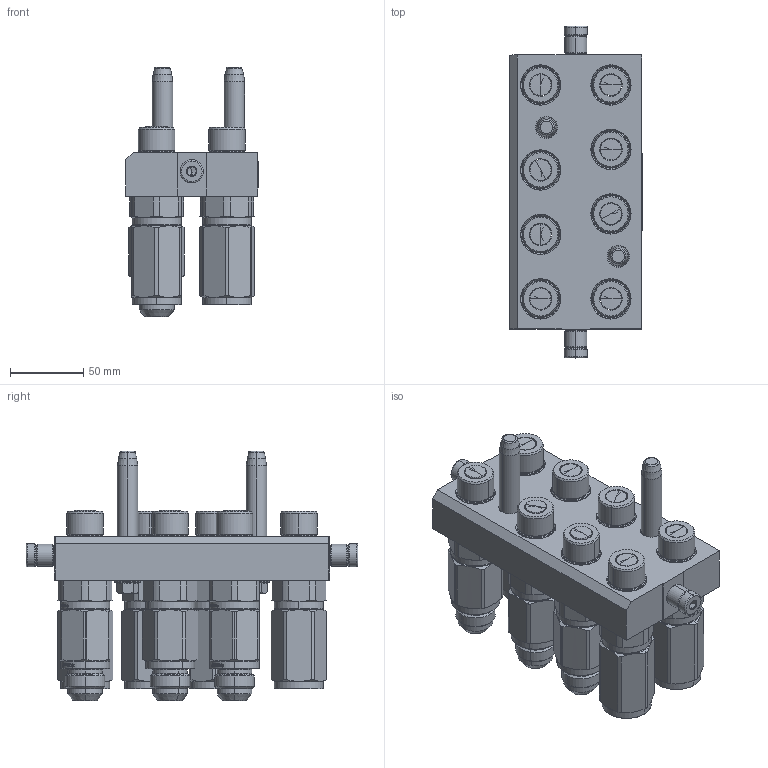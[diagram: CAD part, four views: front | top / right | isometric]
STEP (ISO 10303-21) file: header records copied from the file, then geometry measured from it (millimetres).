
FILE_DESCRIPTION (( 'STEP AP214' ), '1' );
FILE_NAME ('FASTER.step', '2021-05-12T07:46:40', ( '' ), ( '' ), 'SwSTEP 2.0', 'SolidWorks 2017', '' );
FILE_SCHEMA (( 'AUTOMOTIVE_DESIGN' ));
Length unit declared in the file: millimetre
Products named in the file (12): 3ffnp12_gas_m; 4830_013_3000_030; 1540_080_0008_000; 3ffnp1213_34sm; 4830_028_1000_011; FASTER; P808_M_BASE; 4830_021_1000_000; 4850_010_0000_020; et002
Assembly tree (21 placements, depth 3):
  FASTER
    P808_M_BASE
      4850_010_0000_020
      4830_021_1000_000  x2
      1540_080_0008_000  x2
      4830_013_3000_030  x2
      4830_028_1000_011  x2
    3ffnp1213_34sm  x3
      3ffnp1213_34sm
    3ffnp12_gas_m  x5
      3ffnp12_gas_m
    et002
Bounding box: 90.3 x 226.6 x 170.3 mm (x, y, z)
Volume: 2473.8 mm3; surface area: 229578.4 mm2
Topology: 3 solids, 82 shells, 3379 faces, 10654 edges, 7124 vertices
Faces by surface type: plane 1836, cylinder 591, cone 552, bspline 246, torus 154
Entity records: 70662 total; most frequent: CARTESIAN_POINT 18531, ORIENTED_EDGE 9624, DIRECTION 8848, EDGE_CURVE 5166, LINE 3564, VECTOR 3564, VERTEX_POINT 3420, AXIS2_PLACEMENT_3D 2642
